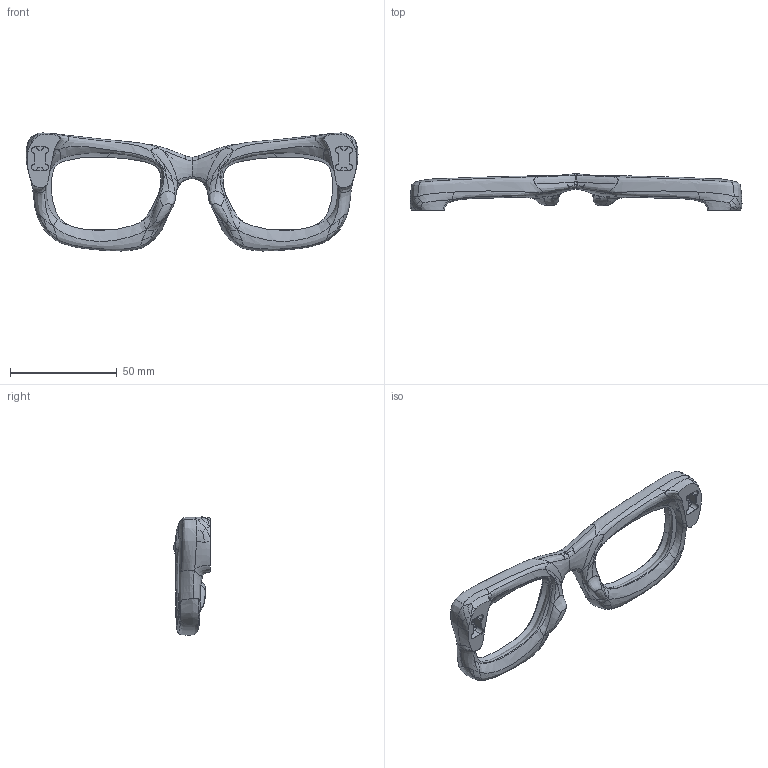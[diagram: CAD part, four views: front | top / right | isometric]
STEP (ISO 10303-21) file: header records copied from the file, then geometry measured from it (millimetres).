
FILE_DESCRIPTION(/* description */ (''),/* implementation_level */ '2;1');
FILE_NAME(/* name */ 'TESTFR~1',/* time_stamp */ '2026-01-09T19:23:24+03:00',/* author */ (''),/* organization */ (''),/* preprocessor_version */ 'ST-DEVELOPER v16.5',/* originating_system */ '',/* authorisation */ '');
FILE_SCHEMA (('CONFIG_CONTROL_DESIGN'));
Length unit declared in the file: millimetre
Products named in the file (1): Document
Bounding box: 155.84 x 17.08 x 55.4 mm (x, y, z)
Surface area: 13840.7 mm2 (no closed solid volume)
Topology: 0 solids, 1 shells, 256 faces, 653 edges, 394 vertices
Faces by surface type: bspline 164, cylinder 56, plane 36
Entity records: 33279 total; most frequent: CARTESIAN_POINT 29201, ORIENTED_EDGE 1304, EDGE_CURVE 653, B_SPLINE_CURVE_WITH_KNOTS 423, VERTEX_POINT 394, EDGE_LOOP 260, ADVANCED_FACE 256, FACE_OUTER_BOUND 256
